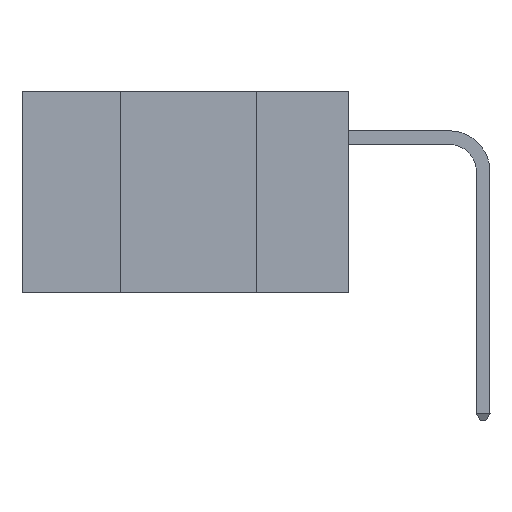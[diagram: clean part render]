
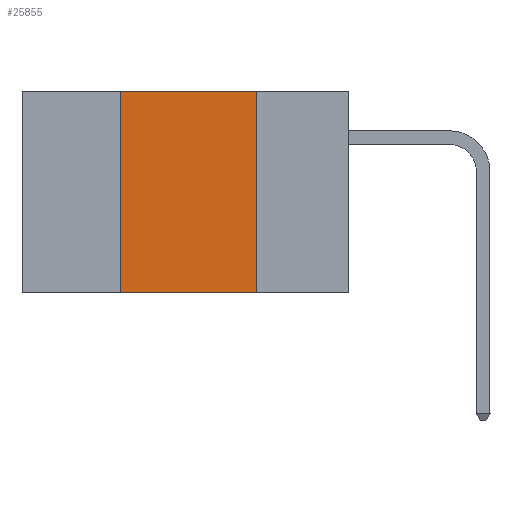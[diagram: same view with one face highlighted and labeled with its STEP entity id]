
A CAD part, left-side view. The second image highlights one B-rep face of the part: STEP entity #25855.
In plain terms, the highlighted planar face has unit normal (-1, 0, 0).
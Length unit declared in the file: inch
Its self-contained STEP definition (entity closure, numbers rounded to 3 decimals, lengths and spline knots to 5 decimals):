
#666 = CARTESIAN_POINT ( 'NONE',  ( 0., 0.6, 0. ) ) ;
#1605 = LINE ( 'NONE', #36195, #48166 ) ;
#1988 = EDGE_CURVE ( 'NONE', #39846, #43042, #27325, .T. ) ;
#2412 = CARTESIAN_POINT ( 'NONE',  ( 0., 0.6, -0.37 ) ) ;
#3418 = CARTESIAN_POINT ( 'NONE',  ( 0., 0.42, -0.37 ) ) ;
#4792 = CARTESIAN_POINT ( 'NONE',  ( 0., 0.42, 0. ) ) ;
#4871 = DIRECTION ( 'NONE',  ( 0., 0., 1. ) ) ;
#8431 = EDGE_CURVE ( 'NONE', #42004, #43042, #24744, .T. ) ;
#8521 = DIRECTION ( 'NONE',  ( 0., 0., -1. ) ) ;
#8575 = DIRECTION ( 'NONE',  ( 1., 0., 0. ) ) ;
#12717 = VECTOR ( 'NONE', #32505, 39.37008 ) ;
#15968 = DIRECTION ( 'NONE',  ( 0., -1., 0. ) ) ;
#15992 = VECTOR ( 'NONE', #8521, 39.37008 ) ;
#16121 = CARTESIAN_POINT ( 'NONE',  ( 0., 0.17, -0.37 ) ) ;
#16790 = AXIS2_PLACEMENT_3D ( 'NONE', #42930, #8575, #39157 ) ;
#19722 = LINE ( 'NONE', #666, #21785 ) ;
#21785 = VECTOR ( 'NONE', #15968, 39.37008 ) ;
#23618 = FACE_OUTER_BOUND ( 'NONE', #33260, .T. ) ;
#24744 = LINE ( 'NONE', #2412, #12717 ) ;
#25855 = ADVANCED_FACE ( 'NONE', ( #23618 ), #27631, .F. ) ;
#25875 = CARTESIAN_POINT ( 'NONE',  ( 0., 0.17, 0. ) ) ;
#27325 = LINE ( 'NONE', #39095, #15992 ) ;
#27631 = PLANE ( 'NONE',  #16790 ) ;
#28090 = EDGE_CURVE ( 'NONE', #42004, #31335, #1605, .T. ) ;
#28887 = EDGE_CURVE ( 'NONE', #31335, #39846, #19722, .T. ) ;
#31335 = VERTEX_POINT ( 'NONE', #4792 ) ;
#32505 = DIRECTION ( 'NONE',  ( 0., -1., 0. ) ) ;
#33260 = EDGE_LOOP ( 'NONE', ( #41760, #49231, #34898, #43175 ) ) ;
#34898 = ORIENTED_EDGE ( 'NONE', *, *, #28090, .F. ) ;
#36195 = CARTESIAN_POINT ( 'NONE',  ( 0., 0.42, 0. ) ) ;
#39095 = CARTESIAN_POINT ( 'NONE',  ( 0., 0.17, 0. ) ) ;
#39157 = DIRECTION ( 'NONE',  ( 0., 0., -1. ) ) ;
#39846 = VERTEX_POINT ( 'NONE', #25875 ) ;
#41760 = ORIENTED_EDGE ( 'NONE', *, *, #1988, .F. ) ;
#42004 = VERTEX_POINT ( 'NONE', #3418 ) ;
#42930 = CARTESIAN_POINT ( 'NONE',  ( 0., 0.6, 0. ) ) ;
#43042 = VERTEX_POINT ( 'NONE', #16121 ) ;
#43175 = ORIENTED_EDGE ( 'NONE', *, *, #8431, .T. ) ;
#48166 = VECTOR ( 'NONE', #4871, 39.37008 ) ;
#49231 = ORIENTED_EDGE ( 'NONE', *, *, #28887, .F. ) ;
